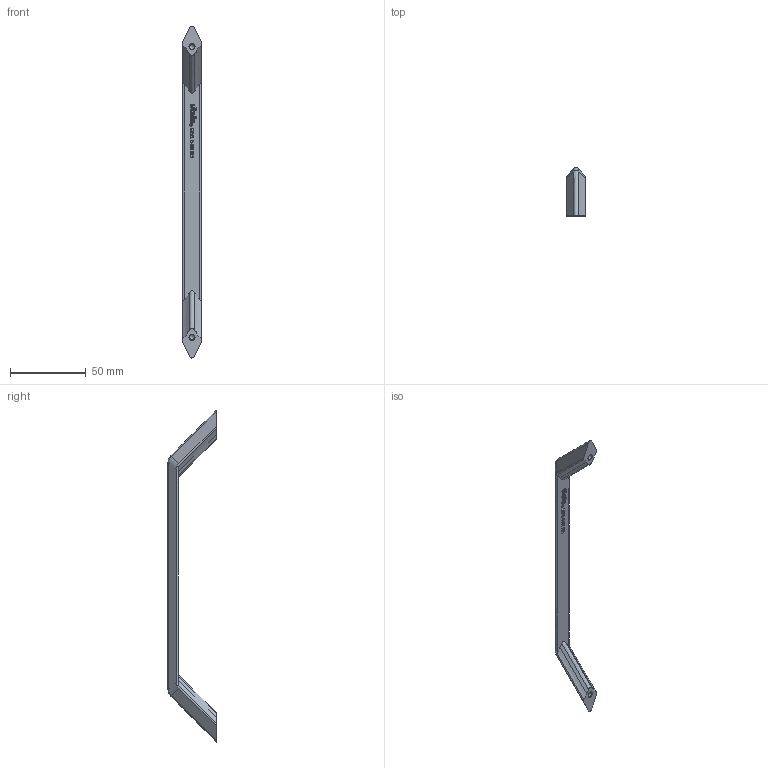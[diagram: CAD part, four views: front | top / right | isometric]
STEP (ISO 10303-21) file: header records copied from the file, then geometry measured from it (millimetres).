
FILE_DESCRIPTION(/* description */ (''),/* implementation_level */ '2;1');
FILE_NAME(/* name */ '0451_01.stp',/* time_stamp */ '2023-01-02T13:56:56+01:00',/* author */ ('jferrer'),/* organization */ (''),/* preprocessor_version */ 'ST-DEVELOPER v18.1',/* originating_system */ 'Autodesk Inventor 2022',/* authorisation */ '');
FILE_SCHEMA (('CONFIG_CONTROL_DESIGN'));
Length unit declared in the file: millimetre
Products named in the file (1): 0451_00_Z
Bounding box: 12.81 x 31.97 x 219.38 mm (x, y, z)
Volume: 15418 mm3; surface area: 7971 mm2
Topology: 1 solids, 1 shells, 415 faces, 1139 edges, 754 vertices
Faces by surface type: plane 361, bspline 32, cylinder 18, cone 4
Full cylindrical faces by diameter (mm): 1.572 x1, 1.829 x1, 3.242 x2
Entity records: 14004 total; most frequent: CARTESIAN_POINT 3613, ORIENTED_EDGE 2274, DIRECTION 1879, EDGE_CURVE 1137, LINE 1015, VECTOR 1015, VERTEX_POINT 754, EDGE_LOOP 445
